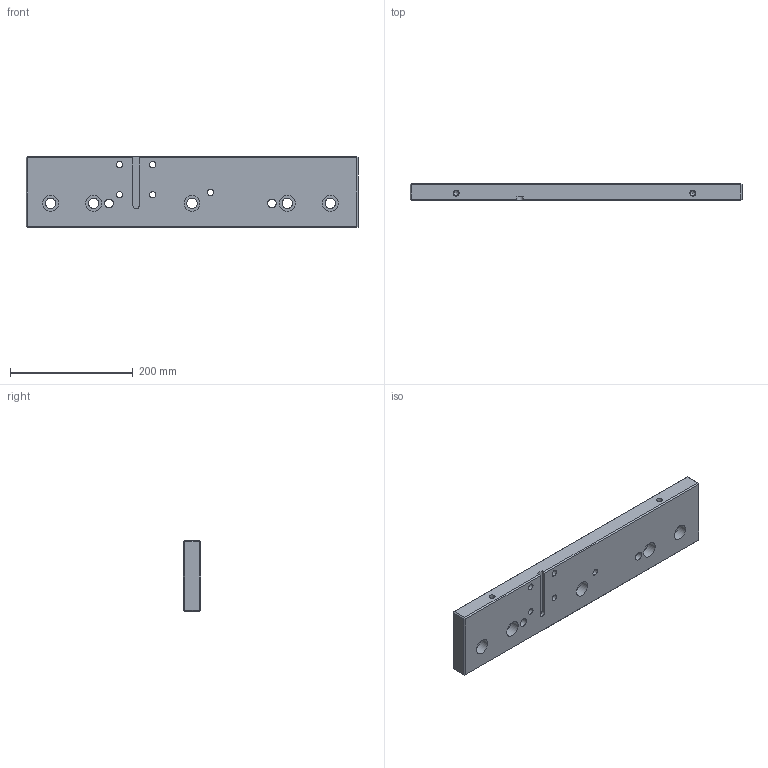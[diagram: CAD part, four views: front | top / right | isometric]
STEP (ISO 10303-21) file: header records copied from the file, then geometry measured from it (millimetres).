
FILE_DESCRIPTION (( 'STEP AP203' ), '1' );
FILE_NAME ('372B22S02-導軌.STEP', '2023-09-28T06:26:44', ( '' ), ( '' ), 'SwSTEP 2.0', 'SolidWorks 2018', '' );
FILE_SCHEMA (( 'CONFIG_CONTROL_DESIGN' ));
Length unit declared in the file: millimetre
Products named in the file (1): 372B22S02-導軌
Bounding box: 540 x 28 x 115 mm (x, y, z)
Volume: 1636871.9 mm3; surface area: 178620.3 mm2
Topology: 1 solids, 1 shells, 78 faces, 181 edges, 112 vertices
Faces by surface type: plane 34, cylinder 28, cone 16
Full cylindrical faces by diameter (mm): 7.9 x2, 8.4 x4, 8.5 x4, 10.2 x5, 14 x2, 17 x5, 26 x5
Entity records: 2349 total; most frequent: CARTESIAN_POINT 621, DIRECTION 342, ORIENTED_EDGE 272, EDGE_LOOP 152, AXIS2_PLACEMENT_3D 143, EDGE_CURVE 136, FACE_OUTER_BOUND 105, VERTEX_POINT 102
